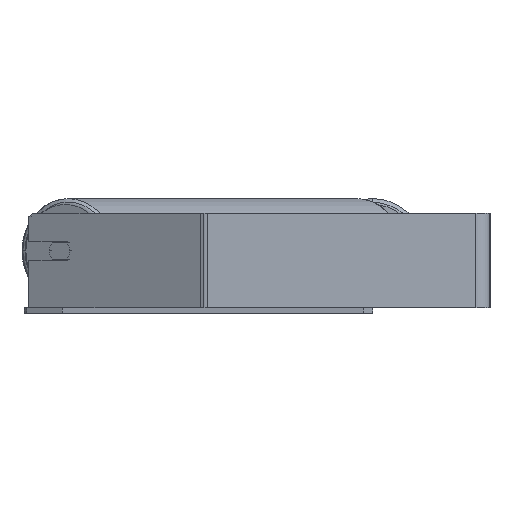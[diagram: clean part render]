
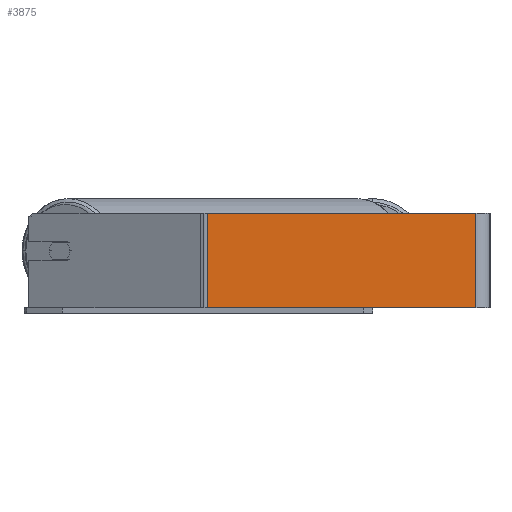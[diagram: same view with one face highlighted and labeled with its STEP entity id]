
A CAD part, left-side view. The second image highlights one B-rep face of the part: STEP entity #3875.
In plain terms, the highlighted planar face has unit normal (-1, 0, 0).
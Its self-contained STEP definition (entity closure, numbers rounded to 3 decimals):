
#61 = VERTEX_POINT ( 'NONE', #248 ) ;
#155 = VERTEX_POINT ( 'NONE', #4912 ) ;
#248 = CARTESIAN_POINT ( 'NONE',  ( -800., 239.869, 40. ) ) ;
#370 = CARTESIAN_POINT ( 'NONE',  ( -800., 12., -40. ) ) ;
#666 = FACE_OUTER_BOUND ( 'NONE', #6905, .T. ) ;
#1039 = ORIENTED_EDGE ( 'NONE', *, *, #4955, .T. ) ;
#1173 = LINE ( 'NONE', #4048, #3622 ) ;
#1193 = CARTESIAN_POINT ( 'NONE',  ( -800., 243.085, 40. ) ) ;
#1443 = DIRECTION ( 'NONE',  ( 0., -1., 0. ) ) ;
#1586 = CARTESIAN_POINT ( 'NONE',  ( -800., 243.085, 40. ) ) ;
#1851 = CARTESIAN_POINT ( 'NONE',  ( -800., 12., 40. ) ) ;
#2016 = EDGE_CURVE ( 'NONE', #61, #5340, #2388, .T. ) ;
#2219 = AXIS2_PLACEMENT_3D ( 'NONE', #1193, #8390, #4920 ) ;
#2388 = LINE ( 'NONE', #1586, #5208 ) ;
#2456 = EDGE_CURVE ( 'NONE', #5340, #5072, #6108, .T. ) ;
#3075 = CARTESIAN_POINT ( 'NONE',  ( -800., 243.085, -40. ) ) ;
#3414 = ORIENTED_EDGE ( 'NONE', *, *, #2016, .F. ) ;
#3622 = VECTOR ( 'NONE', #6867, 1000. ) ;
#3875 = ADVANCED_FACE ( 'NONE', ( #666 ), #7731, .F. ) ;
#3923 = DIRECTION ( 'NONE',  ( 0., 0., -1. ) ) ;
#4028 = ORIENTED_EDGE ( 'NONE', *, *, #2456, .F. ) ;
#4048 = CARTESIAN_POINT ( 'NONE',  ( -800., 239.869, 40. ) ) ;
#4392 = LINE ( 'NONE', #3075, #5542 ) ;
#4912 = CARTESIAN_POINT ( 'NONE',  ( -800., 239.869, -40. ) ) ;
#4913 = VECTOR ( 'NONE', #3923, 1000. ) ;
#4920 = DIRECTION ( 'NONE',  ( 0., 0., -1. ) ) ;
#4955 = EDGE_CURVE ( 'NONE', #155, #5072, #4392, .T. ) ;
#5072 = VERTEX_POINT ( 'NONE', #370 ) ;
#5204 = DIRECTION ( 'NONE',  ( 0., -1., 0. ) ) ;
#5208 = VECTOR ( 'NONE', #1443, 1000. ) ;
#5340 = VERTEX_POINT ( 'NONE', #8763 ) ;
#5542 = VECTOR ( 'NONE', #5204, 1000. ) ;
#6108 = LINE ( 'NONE', #1851, #4913 ) ;
#6867 = DIRECTION ( 'NONE',  ( 0., 0., -1. ) ) ;
#6905 = EDGE_LOOP ( 'NONE', ( #1039, #4028, #3414, #7190 ) ) ;
#7190 = ORIENTED_EDGE ( 'NONE', *, *, #7646, .T. ) ;
#7646 = EDGE_CURVE ( 'NONE', #61, #155, #1173, .T. ) ;
#7731 = PLANE ( 'NONE',  #2219 ) ;
#8390 = DIRECTION ( 'NONE',  ( 1., 0., 0. ) ) ;
#8763 = CARTESIAN_POINT ( 'NONE',  ( -800., 12., 40. ) ) ;
